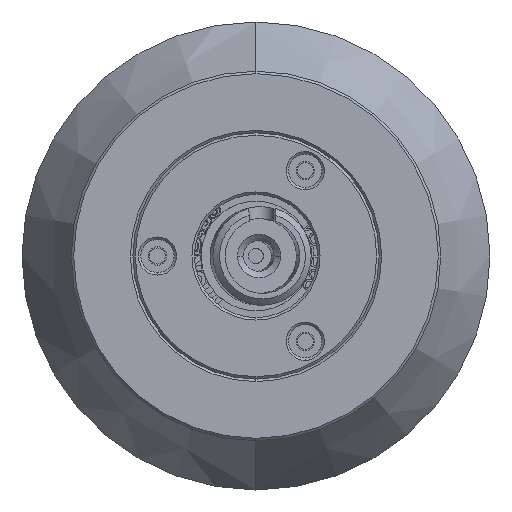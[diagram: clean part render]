
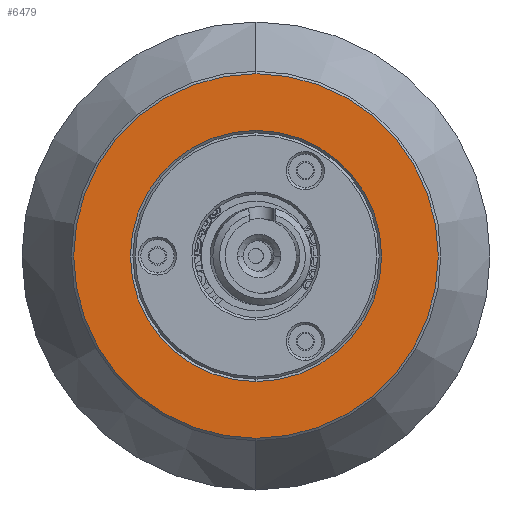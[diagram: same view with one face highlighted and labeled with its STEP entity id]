
A CAD part, left-side view. The second image highlights one B-rep face of the part: STEP entity #6479.
In plain terms, the highlighted planar face has unit normal (-1, 0, 0).
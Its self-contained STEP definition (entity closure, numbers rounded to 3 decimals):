
#278=CARTESIAN_POINT('',(-89.367,20.011,-19.));
#279=DIRECTION('',(-1.,0.,0.));
#280=DIRECTION('',(0.,0.,-1.));
#281=AXIS2_PLACEMENT_3D('',#278,#279,#280);
#292=CARTESIAN_POINT('',(-89.367,20.011,-19.));
#293=DIRECTION('',(-1.,0.,0.));
#294=DIRECTION('',(0.,0.,1.));
#295=AXIS2_PLACEMENT_3D('',#292,#293,#294);
#297=CARTESIAN_POINT('',(-89.367,20.011,-19.));
#298=DIRECTION('',(1.,0.,0.));
#299=DIRECTION('',(0.,0.,-1.));
#300=AXIS2_PLACEMENT_3D('',#297,#298,#299);
#311=CARTESIAN_POINT('',(-89.367,20.011,-19.));
#312=DIRECTION('',(1.,0.,0.));
#313=DIRECTION('',(0.,0.,1.));
#314=AXIS2_PLACEMENT_3D('',#311,#312,#313);
#5200=CARTESIAN_POINT('',(-89.367,20.011,
-4.2));
#5201=VERTEX_POINT('',#5200);
#5202=CARTESIAN_POINT('',(-89.367,20.011,
-33.8));
#5203=VERTEX_POINT('',#5202);
#5204=CARTESIAN_POINT('',(-89.367,20.011,
-29.2));
#5205=CARTESIAN_POINT('',(-89.367,20.011,
-8.8));
#5206=VERTEX_POINT('',#5204);
#5207=VERTEX_POINT('',#5205);
#6464=CARTESIAN_POINT('',(-89.367,35.011,
-19.));
#6465=DIRECTION('',(1.,0.,0.));
#6466=DIRECTION('',(0.,0.,-1.));
#6467=AXIS2_PLACEMENT_3D('',#6464,#6465,#6466);
#6468=PLANE('',#6467);
#6469=ORIENTED_EDGE('',*,*,#6446,.F.);
#6470=ORIENTED_EDGE('',*,*,#6456,.F.);
#6471=EDGE_LOOP('',(#6469,#6470));
#6472=FACE_OUTER_BOUND('',#6471,.F.);
#6474=ORIENTED_EDGE('',*,*,#6473,.F.);
#6476=ORIENTED_EDGE('',*,*,#6475,.F.);
#6477=EDGE_LOOP('',(#6474,#6476));
#6478=FACE_BOUND('',#6477,.F.);
#6479=ADVANCED_FACE('',(#6472,#6478),#6468,.F.);
#282=CIRCLE('',#281,14.8);
#296=CIRCLE('',#295,14.8);
#301=CIRCLE('',#300,10.2);
#315=CIRCLE('',#314,10.2);
#6446=EDGE_CURVE('',#5203,#5201,#282,.T.);
#6456=EDGE_CURVE('',#5201,#5203,#296,.T.);
#6473=EDGE_CURVE('',#5207,#5206,#315,.T.);
#6475=EDGE_CURVE('',#5206,#5207,#301,.T.);
